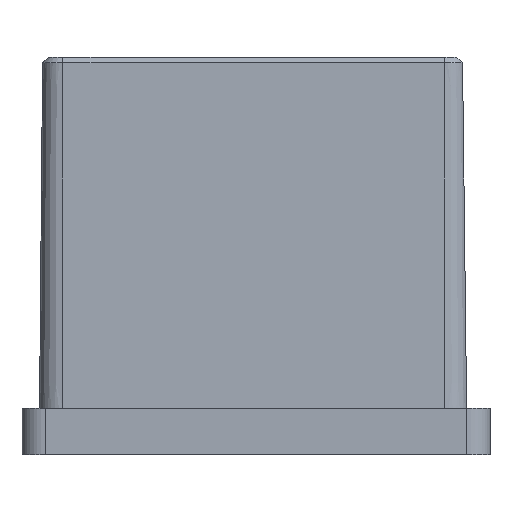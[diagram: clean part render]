
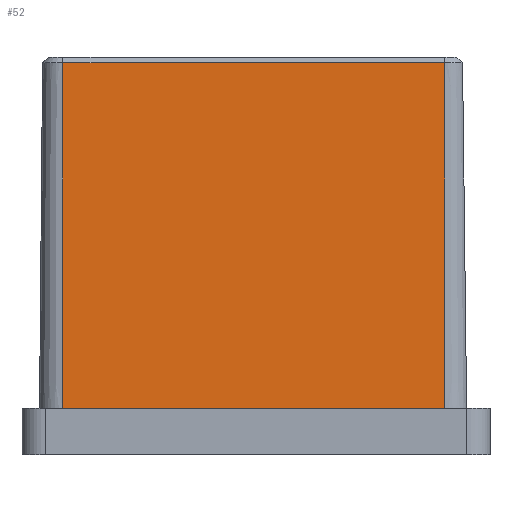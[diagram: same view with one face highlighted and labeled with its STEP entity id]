
A CAD part, left-side view. The second image highlights one B-rep face of the part: STEP entity #52.
In plain terms, the highlighted planar face has unit normal (-1, 0, 0.009).
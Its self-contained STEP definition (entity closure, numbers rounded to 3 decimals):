
#1 = VECTOR ( 'NONE', #1578, 1000. ) ;
#33 = VERTEX_POINT ( 'NONE', #1598 ) ;
#52 = ADVANCED_FACE ( 'NONE', ( #486 ), #696, .T. ) ;
#159 = CARTESIAN_POINT ( 'NONE',  ( -28.243, -16.122, 33.5 ) ) ;
#212 = VECTOR ( 'NONE', #1172, 1000. ) ;
#243 = CARTESIAN_POINT ( 'NONE',  ( -28.243, 16.5, 33.5 ) ) ;
#420 = CARTESIAN_POINT ( 'NONE',  ( -28.5, 16.5, 4. ) ) ;
#438 = EDGE_CURVE ( 'NONE', #1022, #33, #755, .T. ) ;
#486 = FACE_OUTER_BOUND ( 'NONE', #1294, .T. ) ;
#533 = ORIENTED_EDGE ( 'NONE', *, *, #1039, .F. ) ;
#615 = EDGE_CURVE ( 'NONE', #2224, #1022, #1371, .T. ) ;
#657 = DIRECTION ( 'NONE',  ( -1., 0., 0.009 ) ) ;
#696 = PLANE ( 'NONE',  #2162 ) ;
#755 = LINE ( 'NONE', #1506, #2277 ) ;
#908 = CARTESIAN_POINT ( 'NONE',  ( -28.243, 16.5, 33.5 ) ) ;
#1022 = VERTEX_POINT ( 'NONE', #1692 ) ;
#1039 = EDGE_CURVE ( 'NONE', #1074, #33, #1288, .T. ) ;
#1074 = VERTEX_POINT ( 'NONE', #159 ) ;
#1081 = CARTESIAN_POINT ( 'NONE',  ( -28.5, 16.5, 4. ) ) ;
#1093 = CARTESIAN_POINT ( 'NONE',  ( -28.5, -16.122, 4. ) ) ;
#1172 = DIRECTION ( 'NONE',  ( -0.009, 0., -1. ) ) ;
#1288 = LINE ( 'NONE', #1093, #1318 ) ;
#1294 = EDGE_LOOP ( 'NONE', ( #533, #2420, #2002, #2054 ) ) ;
#1318 = VECTOR ( 'NONE', #2032, 1000. ) ;
#1371 = LINE ( 'NONE', #420, #212 ) ;
#1506 = CARTESIAN_POINT ( 'NONE',  ( -28.5, 16.5, 4. ) ) ;
#1578 = DIRECTION ( 'NONE',  ( 0., 1., 0. ) ) ;
#1598 = CARTESIAN_POINT ( 'NONE',  ( -28.5, -16.122, 4. ) ) ;
#1692 = CARTESIAN_POINT ( 'NONE',  ( -28.5, 16.5, 4. ) ) ;
#1808 = DIRECTION ( 'NONE',  ( 0.009, 0., 1. ) ) ;
#1940 = LINE ( 'NONE', #243, #1 ) ;
#2002 = ORIENTED_EDGE ( 'NONE', *, *, #615, .T. ) ;
#2032 = DIRECTION ( 'NONE',  ( -0.009, 0., -1. ) ) ;
#2054 = ORIENTED_EDGE ( 'NONE', *, *, #438, .T. ) ;
#2162 = AXIS2_PLACEMENT_3D ( 'NONE', #1081, #657, #1808 ) ;
#2224 = VERTEX_POINT ( 'NONE', #908 ) ;
#2260 = DIRECTION ( 'NONE',  ( 0., -1., 0. ) ) ;
#2277 = VECTOR ( 'NONE', #2260, 1000. ) ;
#2419 = EDGE_CURVE ( 'NONE', #1074, #2224, #1940, .T. ) ;
#2420 = ORIENTED_EDGE ( 'NONE', *, *, #2419, .T. ) ;
